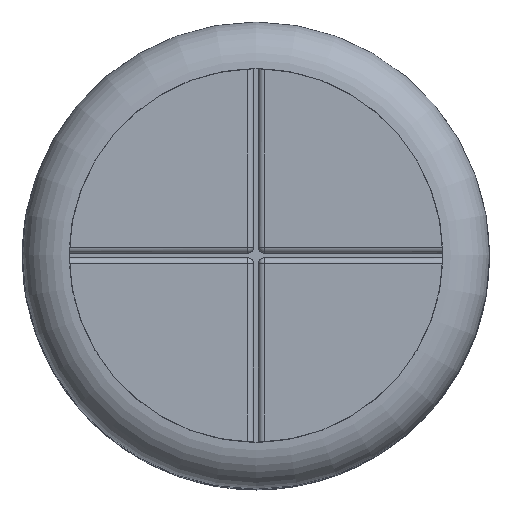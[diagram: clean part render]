
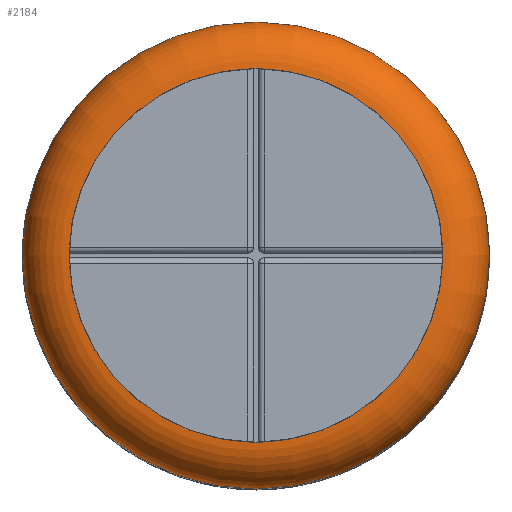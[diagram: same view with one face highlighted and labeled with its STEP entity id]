
A CAD part, top view. The second image highlights one B-rep face of the part: STEP entity #2184.
In plain terms, the highlighted toroidal (fillet/blend) face has major radius 12 mm and minor radius 3 mm.
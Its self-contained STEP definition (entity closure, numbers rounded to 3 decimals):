
#21=TOROIDAL_SURFACE('',#2389,12.,3.);
#142=CIRCLE('',#2320,12.);
#166=CIRCLE('',#2377,15.);
#173=CIRCLE('',#2390,3.);
#343=FACE_OUTER_BOUND('',#466,.T.);
#466=EDGE_LOOP('',(#1994,#1995,#1996,#1997));
#988=VERTEX_POINT('',#3458);
#1057=VERTEX_POINT('',#3990);
#1262=EDGE_CURVE('',#988,#988,#142,.T.);
#1360=EDGE_CURVE('',#1057,#1057,#166,.T.);
#1371=EDGE_CURVE('',#988,#1057,#173,.T.);
#1994=ORIENTED_EDGE('',*,*,#1262,.T.);
#1995=ORIENTED_EDGE('',*,*,#1371,.T.);
#1996=ORIENTED_EDGE('',*,*,#1360,.T.);
#1997=ORIENTED_EDGE('',*,*,#1371,.F.);
#2184=ADVANCED_FACE('',(#343),#21,.T.);
#2320=AXIS2_PLACEMENT_3D('',#3459,#2789,#2790);
#2377=AXIS2_PLACEMENT_3D('',#3991,#2941,#2942);
#2389=AXIS2_PLACEMENT_3D('',#4008,#2969,#2970);
#2390=AXIS2_PLACEMENT_3D('',#4009,#2971,#2972);
#2789=DIRECTION('center_axis',(0.,0.,-1.));
#2790=DIRECTION('ref_axis',(1.,0.,0.));
#2941=DIRECTION('center_axis',(0.,0.,1.));
#2942=DIRECTION('ref_axis',(1.,0.,0.));
#2969=DIRECTION('center_axis',(0.,0.,1.));
#2970=DIRECTION('ref_axis',(1.,0.,0.));
#2971=DIRECTION('center_axis',(0.,-1.,0.));
#2972=DIRECTION('ref_axis',(-1.,0.,0.));
#3458=CARTESIAN_POINT('',(-12.,0.,42.));
#3459=CARTESIAN_POINT('Origin',(0.,0.,42.));
#3990=CARTESIAN_POINT('',(-15.,0.,39.));
#3991=CARTESIAN_POINT('Origin',(0.,0.,39.));
#4008=CARTESIAN_POINT('Origin',(0.,0.,39.));
#4009=CARTESIAN_POINT('Origin',(-12.,0.,39.));
